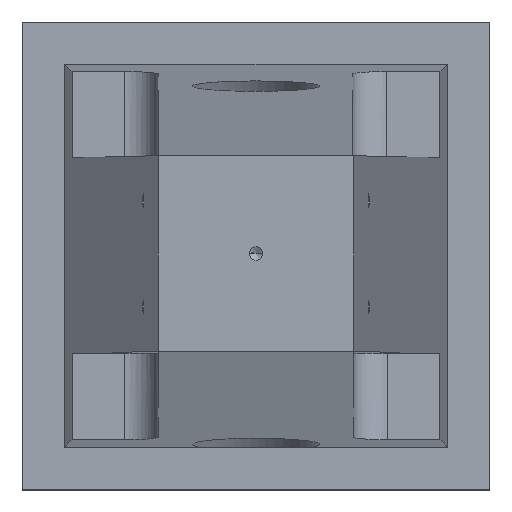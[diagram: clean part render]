
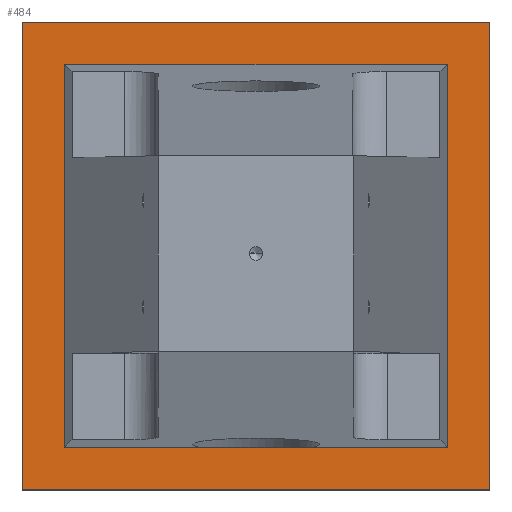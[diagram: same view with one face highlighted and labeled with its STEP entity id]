
A CAD part, top view. The second image highlights one B-rep face of the part: STEP entity #484.
In plain terms, the highlighted planar face has unit normal (0, 0, 1).
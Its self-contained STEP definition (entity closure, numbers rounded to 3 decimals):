
#26=FACE_BOUND('',#166,.F.);
#49=PLANE('',#1057);
#102=FACE_OUTER_BOUND('',#167,.F.);
#166=EDGE_LOOP('',(#363,#364,#365,#366));
#167=EDGE_LOOP('',(#367,#368,#369,#370));
#363=ORIENTED_EDGE('',*,*,#812,.F.);
#364=ORIENTED_EDGE('',*,*,#813,.F.);
#365=ORIENTED_EDGE('',*,*,#814,.F.);
#366=ORIENTED_EDGE('',*,*,#815,.F.);
#367=ORIENTED_EDGE('',*,*,#808,.F.);
#368=ORIENTED_EDGE('',*,*,#809,.F.);
#369=ORIENTED_EDGE('',*,*,#810,.F.);
#370=ORIENTED_EDGE('',*,*,#811,.F.);
#484=ADVANCED_FACE('',(#26,#102),#49,.T.);
#590=LINE('',#1649,#682);
#591=LINE('',#1650,#683);
#592=LINE('',#1651,#684);
#593=LINE('',#1652,#685);
#594=LINE('',#1653,#686);
#595=LINE('',#1654,#687);
#596=LINE('',#1655,#688);
#597=LINE('',#1656,#689);
#682=VECTOR('',#1153,110.);
#683=VECTOR('',#1154,110.);
#684=VECTOR('',#1155,110.);
#685=VECTOR('',#1156,110.);
#686=VECTOR('',#1157,90.);
#687=VECTOR('',#1158,90.);
#688=VECTOR('',#1159,90.);
#689=VECTOR('',#1160,90.);
#808=EDGE_CURVE('',#912,#911,#590,.T.);
#809=EDGE_CURVE('',#910,#912,#591,.T.);
#810=EDGE_CURVE('',#909,#910,#592,.T.);
#811=EDGE_CURVE('',#911,#909,#593,.T.);
#812=EDGE_CURVE('',#908,#907,#594,.T.);
#813=EDGE_CURVE('',#906,#908,#595,.T.);
#814=EDGE_CURVE('',#905,#906,#596,.T.);
#815=EDGE_CURVE('',#907,#905,#597,.T.);
#905=VERTEX_POINT('',#1374);
#906=VERTEX_POINT('',#1375);
#907=VERTEX_POINT('',#1376);
#908=VERTEX_POINT('',#1377);
#909=VERTEX_POINT('',#1378);
#910=VERTEX_POINT('',#1379);
#911=VERTEX_POINT('',#1380);
#912=VERTEX_POINT('',#1381);
#1057=AXIS2_PLACEMENT_3D('',#1760,#1304,#1305);
#1153=DIRECTION('',(0.,-1.,0.));
#1154=DIRECTION('',(-1.,0.,0.));
#1155=DIRECTION('',(0.,1.,0.));
#1156=DIRECTION('',(1.,0.,0.));
#1157=DIRECTION('',(0.,1.,0.));
#1158=DIRECTION('',(-1.,0.,0.));
#1159=DIRECTION('',(0.,-1.,0.));
#1160=DIRECTION('',(1.,0.,0.));
#1304=DIRECTION('',(0.,0.,1.));
#1305=DIRECTION('',(1.,0.,0.));
#1374=CARTESIAN_POINT('',(245.,45.,0.));
#1375=CARTESIAN_POINT('',(245.,-45.,0.));
#1376=CARTESIAN_POINT('',(155.,45.,0.));
#1377=CARTESIAN_POINT('',(155.,-45.,0.));
#1378=CARTESIAN_POINT('',(255.,-55.,0.));
#1379=CARTESIAN_POINT('',(255.,55.,0.));
#1380=CARTESIAN_POINT('',(145.,-55.,0.));
#1381=CARTESIAN_POINT('',(145.,55.,0.));
#1649=CARTESIAN_POINT('',(145.,55.,0.));
#1650=CARTESIAN_POINT('',(255.,55.,0.));
#1651=CARTESIAN_POINT('',(255.,-55.,0.));
#1652=CARTESIAN_POINT('',(145.,-55.,0.));
#1653=CARTESIAN_POINT('',(155.,-45.,0.));
#1654=CARTESIAN_POINT('',(245.,-45.,0.));
#1655=CARTESIAN_POINT('',(245.,45.,0.));
#1656=CARTESIAN_POINT('',(155.,45.,0.));
#1760=CARTESIAN_POINT('',(139.5,-60.5,0.));
